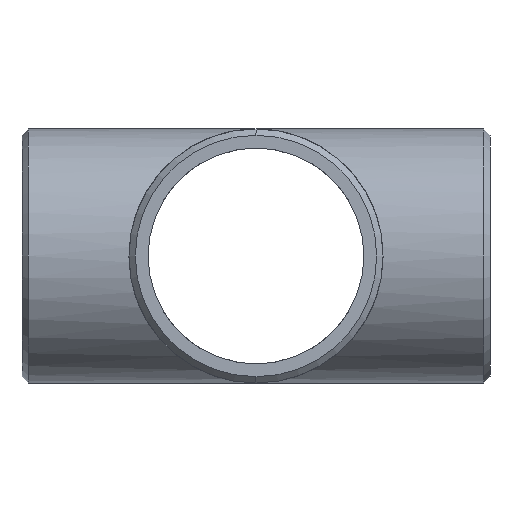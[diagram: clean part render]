
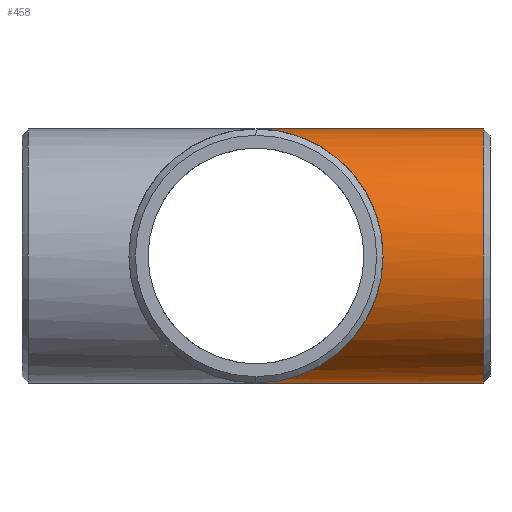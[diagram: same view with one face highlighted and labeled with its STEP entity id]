
A CAD part, left-side view. The second image highlights one B-rep face of the part: STEP entity #458.
In plain terms, the highlighted cylindrical face has radius 57 mm (diameter 114 mm), a partial arc.
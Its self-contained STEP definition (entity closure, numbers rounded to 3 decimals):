
#34 = CARTESIAN_POINT ( 'NONE',  ( 0., 0., -57. ) ) ;
#58 = AXIS2_PLACEMENT_3D ( 'NONE', #653, #598, #798 ) ;
#82 = DIRECTION ( 'NONE',  ( 0., 1., 0. ) ) ;
#93 = DIRECTION ( 'NONE',  ( 0., 0., -1. ) ) ;
#122 = ORIENTED_EDGE ( 'NONE', *, *, #426, .F. ) ;
#128 = VERTEX_POINT ( 'NONE', #750 ) ;
#160 = CARTESIAN_POINT ( 'NONE',  ( -114., -114., 57. ) ) ;
#216 = DIRECTION ( 'NONE',  ( 0., 1., 0. ) ) ;
#224 = CARTESIAN_POINT ( 'NONE',  ( -114., -114., -57. ) ) ;
#233 = VECTOR ( 'NONE', #216, 1000. ) ;
#253 = ORIENTED_EDGE ( 'NONE', *, *, #370, .F. ) ;
#257 = EDGE_LOOP ( 'NONE', ( #669, #774, #122, #253 ) ) ;
#268 = LINE ( 'NONE', #504, #300 ) ;
#270 = CARTESIAN_POINT ( 'NONE',  ( 0., -102.147, 0. ) ) ;
#280 = LINE ( 'NONE', #755, #233 ) ;
#299 = AXIS2_PLACEMENT_3D ( 'NONE', #270, #82, #93 ) ;
#300 = VECTOR ( 'NONE', #454, 1000. ) ;
#313 = VERTEX_POINT ( 'NONE', #323 ) ;
#323 = CARTESIAN_POINT ( 'NONE',  ( 0., -102.147, 57. ) ) ;
#352 = CARTESIAN_POINT ( 'NONE',  ( 0., 0., 57. ) ) ;
#370 = EDGE_CURVE ( 'NONE', #589, #128, #268, .T. ) ;
#405 = CYLINDRICAL_SURFACE ( 'NONE', #58, 57. ) ;
#426 = EDGE_CURVE ( 'NONE', #128, #761, #654, .T. ) ;
#454 = DIRECTION ( 'NONE',  ( 0., 1., 0. ) ) ;
#458 = ADVANCED_FACE ( 'NONE', ( #764 ), #405, .T. ) ;
#504 = CARTESIAN_POINT ( 'NONE',  ( 0., -105., -57. ) ) ;
#526 = CARTESIAN_POINT ( 'NONE',  ( 0., 0., 57. ) ) ;
#589 = VERTEX_POINT ( 'NONE', #744 ) ;
#591 = EDGE_CURVE ( 'NONE', #589, #313, #610, .T. ) ;
#598 = DIRECTION ( 'NONE',  ( 0., 1., 0. ) ) ;
#610 = CIRCLE ( 'NONE', #299, 57. ) ;
#653 = CARTESIAN_POINT ( 'NONE',  ( 0., -105., 0. ) ) ;
#654 =( BOUNDED_CURVE ( )  B_SPLINE_CURVE ( 3, ( #34, #224, #160, #352 ),
 .UNSPECIFIED., .F., .T. ) 
 B_SPLINE_CURVE_WITH_KNOTS ( ( 4, 4 ),
 ( 4.712, 7.854 ),
 .UNSPECIFIED. ) 
 CURVE ( )  GEOMETRIC_REPRESENTATION_ITEM ( )  RATIONAL_B_SPLINE_CURVE ( ( 1., 0.333, 0.333, 1. ) ) 
 REPRESENTATION_ITEM ( '' )  );
#669 = ORIENTED_EDGE ( 'NONE', *, *, #591, .T. ) ;
#697 = EDGE_CURVE ( 'NONE', #313, #761, #280, .T. ) ;
#744 = CARTESIAN_POINT ( 'NONE',  ( 0., -102.147, -57. ) ) ;
#750 = CARTESIAN_POINT ( 'NONE',  ( 0., 0., -57. ) ) ;
#755 = CARTESIAN_POINT ( 'NONE',  ( 0., -105., 57. ) ) ;
#761 = VERTEX_POINT ( 'NONE', #526 ) ;
#764 = FACE_OUTER_BOUND ( 'NONE', #257, .T. ) ;
#774 = ORIENTED_EDGE ( 'NONE', *, *, #697, .T. ) ;
#798 = DIRECTION ( 'NONE',  ( 0., 0., -1. ) ) ;
